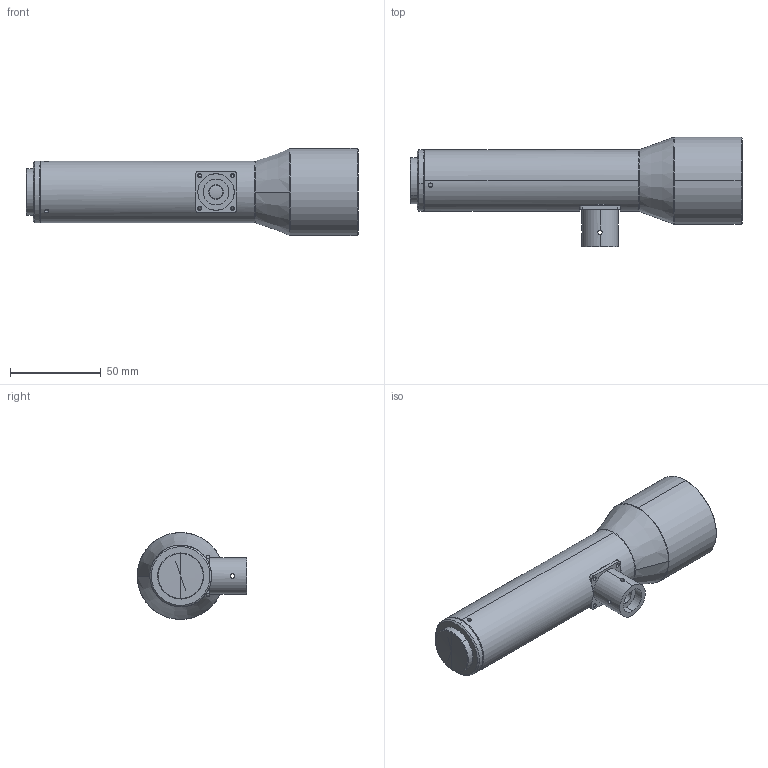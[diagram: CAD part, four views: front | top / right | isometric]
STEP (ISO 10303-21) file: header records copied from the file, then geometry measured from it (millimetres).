
FILE_DESCRIPTION (( 'STEP AP203' ), '1' );
FILE_NAME ('WWK10-180C-111.STEP', '2022-05-25T03:05:52', ( '' ), ( '' ), 'SwSTEP 2.0', 'SolidWorks 2017', '' );
FILE_SCHEMA (( 'CONFIG_CONTROL_DESIGN' ));
Length unit declared in the file: millimetre
Products named in the file (1): WWK10-180C-111
Bounding box: 183.11 x 60.49 x 48 mm (x, y, z)
Volume: 211386.1 mm3; surface area: 27078.7 mm2
Topology: 1 solids, 3 shells, 114 faces, 293 edges, 187 vertices
Faces by surface type: cylinder 64, plane 27, cone 19, bspline 4
Entity records: 4300 total; most frequent: CARTESIAN_POINT 1461, ORIENTED_EDGE 582, DIRECTION 573, EDGE_CURVE 291, AXIS2_PLACEMENT_3D 231, VERTEX_POINT 187, EDGE_LOOP 134, CIRCLE 120
